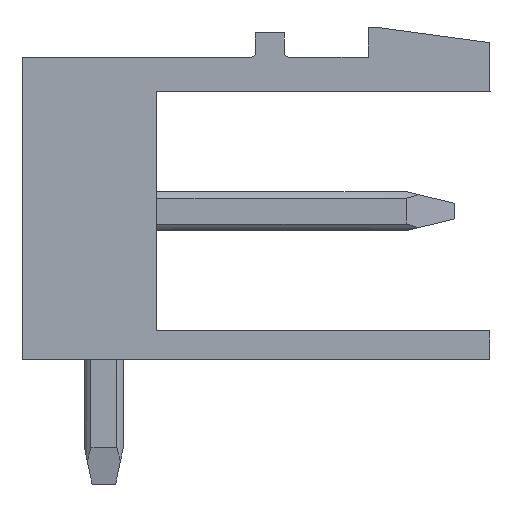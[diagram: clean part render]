
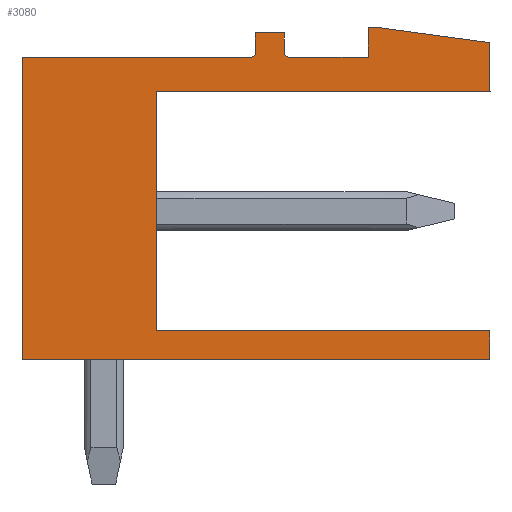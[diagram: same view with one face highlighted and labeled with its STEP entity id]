
A CAD part, left-side view. The second image highlights one B-rep face of the part: STEP entity #3080.
In plain terms, the highlighted planar face has unit normal (-1, 0, 0).
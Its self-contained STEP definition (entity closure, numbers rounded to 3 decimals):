
#1563=AXIS2_PLACEMENT_3D('Circle Axis2P3D',#1561,#1562,$) ;
#1687=AXIS2_PLACEMENT_3D('Circle Axis2P3D',#1685,#1686,$) ;
#3059=AXIS2_PLACEMENT_3D('Plane Axis2P3D',#3056,#3057,#3058) ;
#49=CARTESIAN_POINT('Vertex',(0.,8.55,3.93)) ;
#52=CARTESIAN_POINT('Line Origine',(0.,4.275,3.93)) ;
#56=CARTESIAN_POINT('Vertex',(0.,0.,3.93)) ;
#87=CARTESIAN_POINT('Vertex',(0.,8.55,10.06)) ;
#90=CARTESIAN_POINT('Line Origine',(0.,8.55,6.995)) ;
#1372=CARTESIAN_POINT('Vertex',(0.,0.,10.06)) ;
#1375=CARTESIAN_POINT('Line Origine',(0.,4.275,10.06)) ;
#1403=CARTESIAN_POINT('Vertex',(0.,0.,11.32)) ;
#1406=CARTESIAN_POINT('Line Origine',(0.,0.,10.69)) ;
#1434=CARTESIAN_POINT('Vertex',(0.,2.8,11.7)) ;
#1437=CARTESIAN_POINT('Line Origine',(0.,1.4,11.51)) ;
#1465=CARTESIAN_POINT('Vertex',(0.,3.12,11.7)) ;
#1468=CARTESIAN_POINT('Line Origine',(0.,2.96,11.7)) ;
#1496=CARTESIAN_POINT('Vertex',(0.,3.12,10.95)) ;
#1499=CARTESIAN_POINT('Line Origine',(0.,3.12,11.325)) ;
#1527=CARTESIAN_POINT('Vertex',(0.,5.17,10.95)) ;
#1530=CARTESIAN_POINT('Line Origine',(0.,4.145,10.95)) ;
#1558=CARTESIAN_POINT('Vertex',(0.,5.27,11.05)) ;
#1561=CARTESIAN_POINT('Axis2P3D Location',(0.,5.17,11.05)) ;
#1589=CARTESIAN_POINT('Vertex',(0.,5.27,11.57)) ;
#1592=CARTESIAN_POINT('Line Origine',(0.,5.27,11.31)) ;
#1620=CARTESIAN_POINT('Vertex',(0.,6.02,11.57)) ;
#1623=CARTESIAN_POINT('Line Origine',(0.,5.645,11.57)) ;
#1651=CARTESIAN_POINT('Vertex',(0.,6.02,11.05)) ;
#1654=CARTESIAN_POINT('Line Origine',(0.,6.02,11.31)) ;
#1682=CARTESIAN_POINT('Vertex',(0.,6.12,10.95)) ;
#1685=CARTESIAN_POINT('Axis2P3D Location',(0.,6.12,11.05)) ;
#1708=CARTESIAN_POINT('Vertex',(0.,12.,10.95)) ;
#1711=CARTESIAN_POINT('Line Origine',(0.,9.06,10.95)) ;
#1739=CARTESIAN_POINT('Vertex',(0.,12.,3.2)) ;
#1742=CARTESIAN_POINT('Line Origine',(0.,12.,7.075)) ;
#1770=CARTESIAN_POINT('Vertex',(0.,0.,3.2)) ;
#1773=CARTESIAN_POINT('Line Origine',(0.,6.,3.2)) ;
#3044=CARTESIAN_POINT('Line Origine',(0.,0.,3.565)) ;
#3056=CARTESIAN_POINT('Axis2P3D Location',(0.,0.,0.)) ;
#53=DIRECTION('Vector Direction',(0.,1.,0.)) ;
#91=DIRECTION('Vector Direction',(0.,0.,-1.)) ;
#1376=DIRECTION('Vector Direction',(0.,-1.,0.)) ;
#1407=DIRECTION('Vector Direction',(0.,0.,1.)) ;
#1438=DIRECTION('Vector Direction',(0.,0.991,0.134)) ;
#1469=DIRECTION('Vector Direction',(0.,1.,0.)) ;
#1500=DIRECTION('Vector Direction',(0.,0.,-1.)) ;
#1531=DIRECTION('Vector Direction',(0.,1.,0.)) ;
#1562=DIRECTION('Axis2P3D Direction',(-1.,0.,0.)) ;
#1593=DIRECTION('Vector Direction',(0.,0.,1.)) ;
#1624=DIRECTION('Vector Direction',(0.,1.,0.)) ;
#1655=DIRECTION('Vector Direction',(0.,0.,-1.)) ;
#1686=DIRECTION('Axis2P3D Direction',(-1.,0.,0.)) ;
#1712=DIRECTION('Vector Direction',(0.,1.,0.)) ;
#1743=DIRECTION('Vector Direction',(0.,0.,-1.)) ;
#1774=DIRECTION('Vector Direction',(0.,1.,0.)) ;
#3045=DIRECTION('Vector Direction',(0.,0.,-1.)) ;
#3057=DIRECTION('Axis2P3D Direction',(-1.,0.,0.)) ;
#3058=DIRECTION('Axis2P3D XDirection',(0.,0.,1.)) ;
#54=VECTOR('Line Direction',#53,1.) ;
#92=VECTOR('Line Direction',#91,1.) ;
#1377=VECTOR('Line Direction',#1376,1.) ;
#1408=VECTOR('Line Direction',#1407,1.) ;
#1439=VECTOR('Line Direction',#1438,1.) ;
#1470=VECTOR('Line Direction',#1469,1.) ;
#1501=VECTOR('Line Direction',#1500,1.) ;
#1532=VECTOR('Line Direction',#1531,1.) ;
#1594=VECTOR('Line Direction',#1593,1.) ;
#1625=VECTOR('Line Direction',#1624,1.) ;
#1656=VECTOR('Line Direction',#1655,1.) ;
#1713=VECTOR('Line Direction',#1712,1.) ;
#1744=VECTOR('Line Direction',#1743,1.) ;
#1775=VECTOR('Line Direction',#1774,1.) ;
#3046=VECTOR('Line Direction',#3045,1.) ;
#3062=ORIENTED_EDGE('',*,*,#58,.T.) ;
#3063=ORIENTED_EDGE('',*,*,#94,.T.) ;
#3064=ORIENTED_EDGE('',*,*,#1379,.T.) ;
#3065=ORIENTED_EDGE('',*,*,#1410,.T.) ;
#3066=ORIENTED_EDGE('',*,*,#1441,.T.) ;
#3067=ORIENTED_EDGE('',*,*,#1472,.T.) ;
#3068=ORIENTED_EDGE('',*,*,#1503,.T.) ;
#3069=ORIENTED_EDGE('',*,*,#1534,.T.) ;
#3070=ORIENTED_EDGE('',*,*,#1565,.T.) ;
#3071=ORIENTED_EDGE('',*,*,#1596,.T.) ;
#3072=ORIENTED_EDGE('',*,*,#1627,.T.) ;
#3073=ORIENTED_EDGE('',*,*,#1658,.T.) ;
#3074=ORIENTED_EDGE('',*,*,#1689,.T.) ;
#3075=ORIENTED_EDGE('',*,*,#1715,.T.) ;
#3076=ORIENTED_EDGE('',*,*,#1746,.T.) ;
#3077=ORIENTED_EDGE('',*,*,#1777,.T.) ;
#3078=ORIENTED_EDGE('',*,*,#3048,.T.) ;
#3080=ADVANCED_FACE('Housing',(#3079),#3060,.T.) ;
#1564=CIRCLE('generated circle',#1563,0.1) ;
#1688=CIRCLE('generated circle',#1687,0.1) ;
#58=EDGE_CURVE('',#57,#50,#55,.T.) ;
#94=EDGE_CURVE('',#50,#88,#93,.F.) ;
#1379=EDGE_CURVE('',#88,#1373,#1378,.T.) ;
#1410=EDGE_CURVE('',#1373,#1404,#1409,.T.) ;
#1441=EDGE_CURVE('',#1404,#1435,#1440,.T.) ;
#1472=EDGE_CURVE('',#1435,#1466,#1471,.T.) ;
#1503=EDGE_CURVE('',#1466,#1497,#1502,.T.) ;
#1534=EDGE_CURVE('',#1497,#1528,#1533,.T.) ;
#1565=EDGE_CURVE('',#1528,#1559,#1564,.F.) ;
#1596=EDGE_CURVE('',#1559,#1590,#1595,.T.) ;
#1627=EDGE_CURVE('',#1590,#1621,#1626,.T.) ;
#1658=EDGE_CURVE('',#1621,#1652,#1657,.T.) ;
#1689=EDGE_CURVE('',#1652,#1683,#1688,.F.) ;
#1715=EDGE_CURVE('',#1683,#1709,#1714,.T.) ;
#1746=EDGE_CURVE('',#1709,#1740,#1745,.T.) ;
#1777=EDGE_CURVE('',#1740,#1771,#1776,.F.) ;
#3048=EDGE_CURVE('',#1771,#57,#3047,.F.) ;
#3061=EDGE_LOOP('',(#3062,#3063,#3064,#3065,#3066,#3067,#3068,#3069,#3070,#3071,#3072,#3073,#3074,#3075,#3076,#3077,#3078)) ;
#3079=FACE_OUTER_BOUND('',#3061,.T.) ;
#55=LINE('Line',#52,#54) ;
#93=LINE('Line',#90,#92) ;
#1378=LINE('Line',#1375,#1377) ;
#1409=LINE('Line',#1406,#1408) ;
#1440=LINE('Line',#1437,#1439) ;
#1471=LINE('Line',#1468,#1470) ;
#1502=LINE('Line',#1499,#1501) ;
#1533=LINE('Line',#1530,#1532) ;
#1595=LINE('Line',#1592,#1594) ;
#1626=LINE('Line',#1623,#1625) ;
#1657=LINE('Line',#1654,#1656) ;
#1714=LINE('Line',#1711,#1713) ;
#1745=LINE('Line',#1742,#1744) ;
#1776=LINE('Line',#1773,#1775) ;
#3047=LINE('Line',#3044,#3046) ;
#3060=PLANE('',#3059) ;
#50=VERTEX_POINT('',#49) ;
#57=VERTEX_POINT('',#56) ;
#88=VERTEX_POINT('',#87) ;
#1373=VERTEX_POINT('',#1372) ;
#1404=VERTEX_POINT('',#1403) ;
#1435=VERTEX_POINT('',#1434) ;
#1466=VERTEX_POINT('',#1465) ;
#1497=VERTEX_POINT('',#1496) ;
#1528=VERTEX_POINT('',#1527) ;
#1559=VERTEX_POINT('',#1558) ;
#1590=VERTEX_POINT('',#1589) ;
#1621=VERTEX_POINT('',#1620) ;
#1652=VERTEX_POINT('',#1651) ;
#1683=VERTEX_POINT('',#1682) ;
#1709=VERTEX_POINT('',#1708) ;
#1740=VERTEX_POINT('',#1739) ;
#1771=VERTEX_POINT('',#1770) ;
